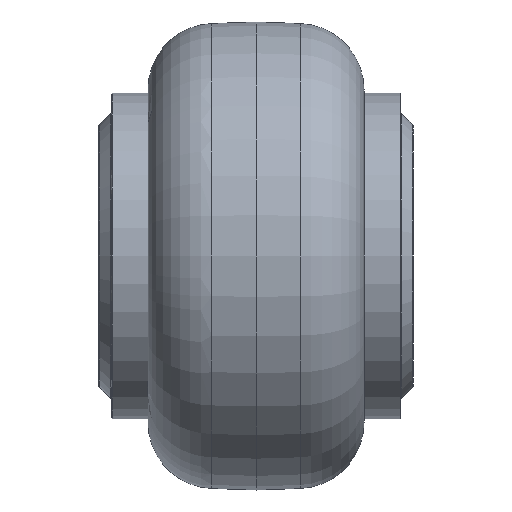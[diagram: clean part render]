
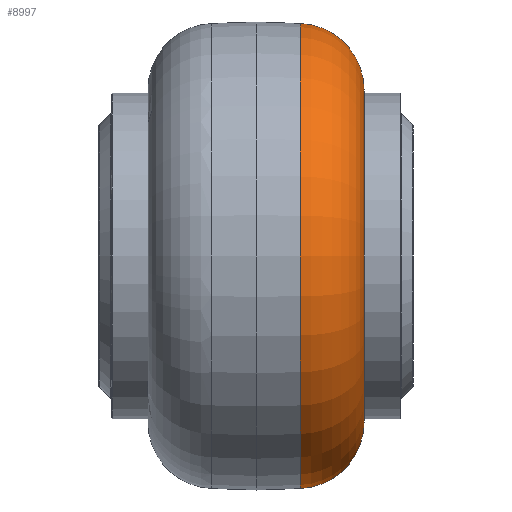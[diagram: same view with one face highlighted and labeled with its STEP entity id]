
A CAD part, front view. The second image highlights one B-rep face of the part: STEP entity #8997.
In plain terms, the highlighted toroidal (fillet/blend) face has major radius 29.327 mm and minor radius 11.684 mm.
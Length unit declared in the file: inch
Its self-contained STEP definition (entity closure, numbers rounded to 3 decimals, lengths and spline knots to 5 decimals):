
#1205=FACE_OUTER_BOUND('',#1861,.T.);
#1861=EDGE_LOOP('',(#5821,#5822,#5823,#5824,#5825,#5826));
#2541=CIRCLE('',#9694,1.61431);
#2542=CIRCLE('',#9695,0.46);
#2543=CIRCLE('',#9696,1.15459);
#2544=CIRCLE('',#9697,1.15459);
#2545=CIRCLE('',#9698,1.61431);
#3437=VERTEX_POINT('',#14069);
#3438=VERTEX_POINT('',#14070);
#3439=VERTEX_POINT('',#14072);
#3440=VERTEX_POINT('',#14074);
#4299=EDGE_CURVE('',#3437,#3438,#2541,.T.);
#4300=EDGE_CURVE('',#3438,#3439,#2542,.T.);
#4301=EDGE_CURVE('',#3439,#3440,#2543,.T.);
#4302=EDGE_CURVE('',#3440,#3439,#2544,.T.);
#4303=EDGE_CURVE('',#3438,#3437,#2545,.T.);
#5821=ORIENTED_EDGE('',*,*,#4299,.T.);
#5822=ORIENTED_EDGE('',*,*,#4300,.T.);
#5823=ORIENTED_EDGE('',*,*,#4301,.T.);
#5824=ORIENTED_EDGE('',*,*,#4302,.T.);
#5825=ORIENTED_EDGE('',*,*,#4300,.F.);
#5826=ORIENTED_EDGE('',*,*,#4303,.T.);
#8833=TOROIDAL_SURFACE('',#9693,1.15459,0.46);
#8997=ADVANCED_FACE('',(#1205),#8833,.T.);
#9693=AXIS2_PLACEMENT_3D('',#14068,#10971,#10972);
#9694=AXIS2_PLACEMENT_3D('',#14071,#10973,#10974);
#9695=AXIS2_PLACEMENT_3D('',#14073,#10975,#10976);
#9696=AXIS2_PLACEMENT_3D('',#14075,#10977,#10978);
#9697=AXIS2_PLACEMENT_3D('',#14076,#10979,#10980);
#9698=AXIS2_PLACEMENT_3D('',#14077,#10981,#10982);
#10971=DIRECTION('center_axis',(-1.,0.,0.));
#10972=DIRECTION('ref_axis',(0.,0.,1.));
#10973=DIRECTION('center_axis',(1.,0.,0.));
#10974=DIRECTION('ref_axis',(0.,0.,1.));
#10975=DIRECTION('center_axis',(0.,-1.,0.));
#10976=DIRECTION('ref_axis',(0.,0.,
-1.));
#10977=DIRECTION('center_axis',(-1.,0.,0.));
#10978=DIRECTION('ref_axis',(0.,0.,1.));
#10979=DIRECTION('center_axis',(-1.,0.,0.));
#10980=DIRECTION('ref_axis',(0.,0.,1.));
#10981=DIRECTION('center_axis',(1.,0.,0.));
#10982=DIRECTION('ref_axis',(0.,0.,1.));
#14068=CARTESIAN_POINT('Origin',(0.29,0.,0.));
#14069=CARTESIAN_POINT('',(0.30605,0.,1.61431));
#14070=CARTESIAN_POINT('',(0.30605,0.,-1.61431));
#14071=CARTESIAN_POINT('Origin',(0.30605,0.,0.));
#14072=CARTESIAN_POINT('',(0.75,0.,-1.15459));
#14073=CARTESIAN_POINT('Origin',(0.29,0.,-1.15459));
#14074=CARTESIAN_POINT('',(0.75,0.,1.15459));
#14075=CARTESIAN_POINT('Origin',(0.75,0.,0.));
#14076=CARTESIAN_POINT('Origin',(0.75,0.,0.));
#14077=CARTESIAN_POINT('Origin',(0.30605,0.,0.));
